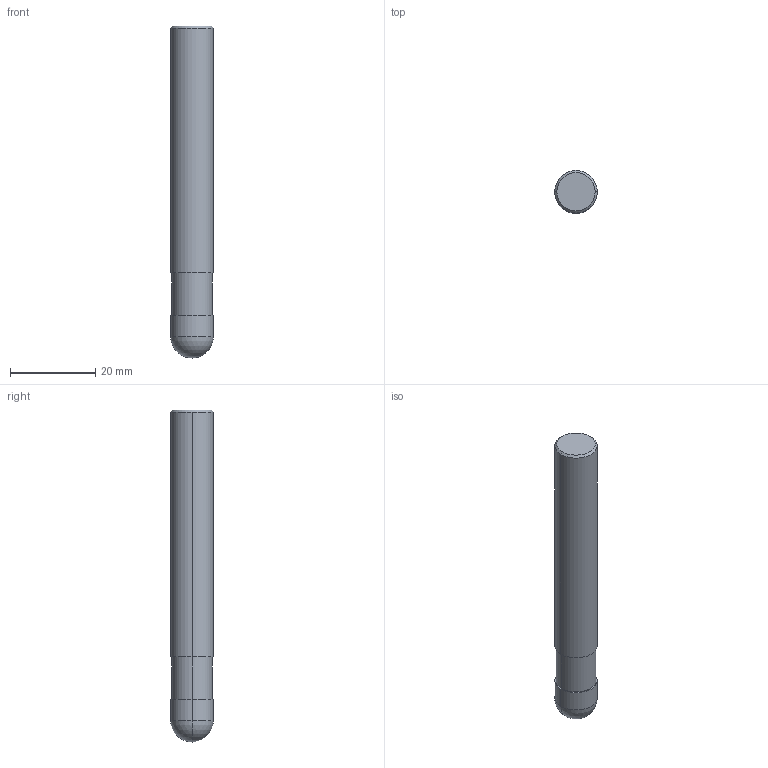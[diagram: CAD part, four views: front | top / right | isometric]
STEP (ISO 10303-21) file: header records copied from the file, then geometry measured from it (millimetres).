
FILE_DESCRIPTION(('STEP AP214'),'1');
FILE_NAME('RG1010D10_DC.stp','2024-06-18T02:04:00',(' '),(' '),'Spatial InterOp 3D',' ',' ');
FILE_SCHEMA(('AUTOMOTIVE_DESIGN { 1 0 10303 214 1 1 1 1 }'));
Length unit declared in the file: millimetre
Products named in the file (1): 1
Bounding box: 10 x 10 x 78 mm (x, y, z)
Volume: 5900 mm3; surface area: 2796.5 mm2
Topology: 3 solids, 3 shells, 15 faces, 26 edges, 15 vertices
Faces by surface type: cylinder 6, plane 5, cone 2, sphere 2
Entity records: 398 total; most frequent: DIRECTION 76, CARTESIAN_POINT 57, ORIENTED_EDGE 48, AXIS2_PLACEMENT_3D 34, EDGE_CURVE 24, CIRCLE 16, ADVANCED_FACE 15, FACE_OUTER_BOUND 15
